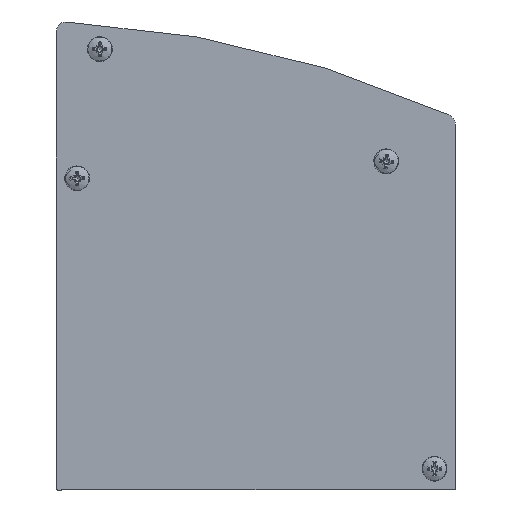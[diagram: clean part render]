
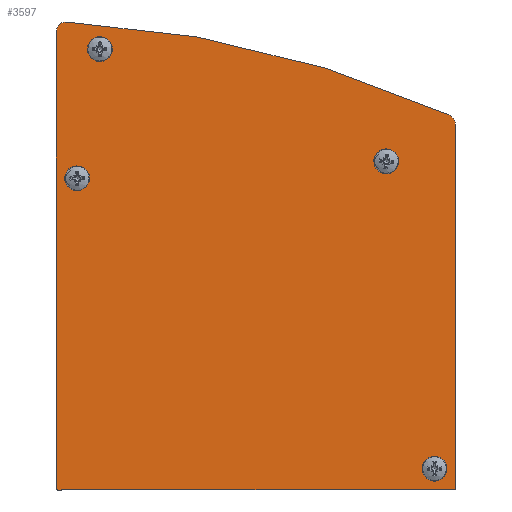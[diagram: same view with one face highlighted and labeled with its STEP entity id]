
A CAD part, left-side view. The second image highlights one B-rep face of the part: STEP entity #3597.
In plain terms, the highlighted face is planar.
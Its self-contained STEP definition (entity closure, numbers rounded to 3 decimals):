
#222=FACE_BOUND('',#562,.T.);
#223=FACE_BOUND('',#563,.T.);
#224=FACE_BOUND('',#564,.T.);
#225=FACE_BOUND('',#565,.T.);
#257=PLANE('',#3969);
#360=FACE_OUTER_BOUND('',#561,.T.);
#561=EDGE_LOOP('',(#2489,#2490,#2491,#2492,#2493,#2494,#2495,#2496));
#562=EDGE_LOOP('',(#2497,#2498,#2499,#2500));
#563=EDGE_LOOP('',(#2501,#2502,#2503,#2504));
#564=EDGE_LOOP('',(#2505));
#565=EDGE_LOOP('',(#2506));
#774=LINE('',#5501,#1042);
#778=LINE('',#5512,#1046);
#782=LINE('',#5525,#1050);
#786=LINE('',#5536,#1054);
#792=LINE('',#5561,#1060);
#796=LINE('',#5573,#1064);
#800=LINE('',#5585,#1068);
#1042=VECTOR('',#4372,10.);
#1046=VECTOR('',#4384,10.);
#1050=VECTOR('',#4396,10.);
#1054=VECTOR('',#4408,10.);
#1060=VECTOR('',#4434,10.);
#1064=VECTOR('',#4446,10.);
#1068=VECTOR('',#4458,10.);
#1308=CIRCLE('',#3930,2.25);
#1310=CIRCLE('',#3934,2.25);
#1312=CIRCLE('',#3938,2.25);
#1314=CIRCLE('',#3942,2.25);
#1317=CIRCLE('',#3947,2.25);
#1319=CIRCLE('',#3950,2.25);
#1320=CIRCLE('',#3952,3.5);
#1322=CIRCLE('',#3956,0.5);
#1324=CIRCLE('',#3960,0.5);
#1326=CIRCLE('',#3964,2.8);
#1328=CIRCLE('',#3967,300.);
#1510=VERTEX_POINT('',#5491);
#1511=VERTEX_POINT('',#5492);
#1514=VERTEX_POINT('',#5500);
#1516=VERTEX_POINT('',#5506);
#1518=VERTEX_POINT('',#5515);
#1519=VERTEX_POINT('',#5516);
#1522=VERTEX_POINT('',#5524);
#1524=VERTEX_POINT('',#5530);
#1527=VERTEX_POINT('',#5541);
#1529=VERTEX_POINT('',#5547);
#1530=VERTEX_POINT('',#5551);
#1531=VERTEX_POINT('',#5552);
#1534=VERTEX_POINT('',#5560);
#1536=VERTEX_POINT('',#5566);
#1538=VERTEX_POINT('',#5572);
#1540=VERTEX_POINT('',#5578);
#1542=VERTEX_POINT('',#5584);
#1544=VERTEX_POINT('',#5590);
#1871=EDGE_CURVE('',#1510,#1511,#1308,.T.);
#1875=EDGE_CURVE('',#1511,#1514,#774,.T.);
#1878=EDGE_CURVE('',#1514,#1516,#1310,.T.);
#1881=EDGE_CURVE('',#1516,#1510,#778,.T.);
#1883=EDGE_CURVE('',#1518,#1519,#1312,.T.);
#1887=EDGE_CURVE('',#1519,#1522,#782,.T.);
#1890=EDGE_CURVE('',#1522,#1524,#1314,.T.);
#1893=EDGE_CURVE('',#1524,#1518,#786,.T.);
#1897=EDGE_CURVE('',#1527,#1527,#1317,.T.);
#1900=EDGE_CURVE('',#1529,#1529,#1319,.T.);
#1901=EDGE_CURVE('',#1530,#1531,#1320,.T.);
#1905=EDGE_CURVE('',#1531,#1534,#792,.T.);
#1908=EDGE_CURVE('',#1534,#1536,#1322,.T.);
#1911=EDGE_CURVE('',#1536,#1538,#796,.T.);
#1914=EDGE_CURVE('',#1538,#1540,#1324,.T.);
#1917=EDGE_CURVE('',#1540,#1542,#800,.T.);
#1920=EDGE_CURVE('',#1542,#1544,#1326,.T.);
#1923=EDGE_CURVE('',#1544,#1530,#1328,.T.);
#2489=ORIENTED_EDGE('',*,*,#1901,.F.);
#2490=ORIENTED_EDGE('',*,*,#1923,.F.);
#2491=ORIENTED_EDGE('',*,*,#1920,.F.);
#2492=ORIENTED_EDGE('',*,*,#1917,.F.);
#2493=ORIENTED_EDGE('',*,*,#1914,.F.);
#2494=ORIENTED_EDGE('',*,*,#1911,.F.);
#2495=ORIENTED_EDGE('',*,*,#1908,.F.);
#2496=ORIENTED_EDGE('',*,*,#1905,.F.);
#2497=ORIENTED_EDGE('',*,*,#1871,.T.);
#2498=ORIENTED_EDGE('',*,*,#1875,.T.);
#2499=ORIENTED_EDGE('',*,*,#1878,.T.);
#2500=ORIENTED_EDGE('',*,*,#1881,.T.);
#2501=ORIENTED_EDGE('',*,*,#1883,.T.);
#2502=ORIENTED_EDGE('',*,*,#1887,.T.);
#2503=ORIENTED_EDGE('',*,*,#1890,.T.);
#2504=ORIENTED_EDGE('',*,*,#1893,.T.);
#2505=ORIENTED_EDGE('',*,*,#1897,.T.);
#2506=ORIENTED_EDGE('',*,*,#1900,.T.);
#3597=ADVANCED_FACE('',(#360,#222,#223,#224,#225),#257,.T.);
#3930=AXIS2_PLACEMENT_3D('',#5493,#4364,#4365);
#3934=AXIS2_PLACEMENT_3D('',#5507,#4377,#4378);
#3938=AXIS2_PLACEMENT_3D('',#5517,#4388,#4389);
#3942=AXIS2_PLACEMENT_3D('',#5531,#4401,#4402);
#3947=AXIS2_PLACEMENT_3D('',#5543,#4415,#4416);
#3950=AXIS2_PLACEMENT_3D('',#5549,#4422,#4423);
#3952=AXIS2_PLACEMENT_3D('',#5553,#4426,#4427);
#3956=AXIS2_PLACEMENT_3D('',#5567,#4439,#4440);
#3960=AXIS2_PLACEMENT_3D('',#5579,#4451,#4452);
#3964=AXIS2_PLACEMENT_3D('',#5591,#4463,#4464);
#3967=AXIS2_PLACEMENT_3D('',#5596,#4470,#4471);
#3969=AXIS2_PLACEMENT_3D('',#5598,#4474,#4475);
#4364=DIRECTION('center_axis',(0.,-1.,0.));
#4365=DIRECTION('ref_axis',(0.,0.,-1.));
#4372=DIRECTION('',(1.,0.,0.));
#4377=DIRECTION('center_axis',(0.,-1.,0.));
#4378=DIRECTION('ref_axis',(0.,0.,1.));
#4384=DIRECTION('',(-1.,0.,0.));
#4388=DIRECTION('center_axis',(0.,-1.,0.));
#4389=DIRECTION('ref_axis',(0.,0.,-1.));
#4396=DIRECTION('',(1.,0.,0.));
#4401=DIRECTION('center_axis',(0.,-1.,0.));
#4402=DIRECTION('ref_axis',(0.,0.,1.));
#4408=DIRECTION('',(-1.,0.,0.));
#4415=DIRECTION('center_axis',(0.,-1.,0.));
#4416=DIRECTION('ref_axis',(1.,0.,0.));
#4422=DIRECTION('center_axis',(0.,-1.,0.));
#4423=DIRECTION('ref_axis',(1.,0.,0.));
#4426=DIRECTION('center_axis',(0.,-1.,0.));
#4427=DIRECTION('ref_axis',(1.,0.,0.));
#4434=DIRECTION('',(0.,0.,-1.));
#4439=DIRECTION('center_axis',(0.,-1.,0.));
#4440=DIRECTION('ref_axis',(0.,0.,1.));
#4446=DIRECTION('',(1.,0.,0.));
#4451=DIRECTION('center_axis',(0.,-1.,0.));
#4452=DIRECTION('ref_axis',(-1.,0.,0.));
#4458=DIRECTION('',(0.,0.,1.));
#4463=DIRECTION('center_axis',(0.,-1.,0.));
#4464=DIRECTION('ref_axis',(0.052,0.,-0.999));
#4470=DIRECTION('center_axis',(0.,-1.,0.));
#4471=DIRECTION('ref_axis',(0.411,0.,-0.911));
#4474=DIRECTION('center_axis',(0.,1.,0.));
#4475=DIRECTION('ref_axis',(0.,0.,1.));
#5491=CARTESIAN_POINT('',(-2.2,1.5,20.05));
#5492=CARTESIAN_POINT('',(-2.2,1.5,15.55));
#5493=CARTESIAN_POINT('Origin',(-2.2,1.5,17.8));
#5500=CARTESIAN_POINT('',(-1.2,1.5,15.55));
#5501=CARTESIAN_POINT('',(17.676,1.5,15.55));
#5506=CARTESIAN_POINT('',(-1.2,1.5,20.05));
#5507=CARTESIAN_POINT('Origin',(-1.2,1.5,17.8));
#5512=CARTESIAN_POINT('',(18.176,1.5,20.05));
#5515=CARTESIAN_POINT('',(85.,1.5,15.25));
#5516=CARTESIAN_POINT('',(85.,1.5,10.75));
#5517=CARTESIAN_POINT('Origin',(85.,1.5,13.));
#5524=CARTESIAN_POINT('',(86.,1.5,10.75));
#5525=CARTESIAN_POINT('',(61.276,1.5,10.75));
#5530=CARTESIAN_POINT('',(86.,1.5,15.25));
#5531=CARTESIAN_POINT('Origin',(86.,1.5,13.));
#5536=CARTESIAN_POINT('',(61.776,1.5,15.25));
#5541=CARTESIAN_POINT('',(76.35,1.5,49.45));
#5543=CARTESIAN_POINT('Origin',(78.6,1.5,49.45));
#5547=CARTESIAN_POINT('',(-18.05,1.5,-68.9));
#5549=CARTESIAN_POINT('Origin',(-15.8,1.5,-68.9));
#5551=CARTESIAN_POINT('',(-19.74,1.5,30.939));
#5552=CARTESIAN_POINT('',(-21.8,1.5,27.749));
#5553=CARTESIAN_POINT('Origin',(-18.3,1.5,27.749));
#5560=CARTESIAN_POINT('',(-21.8,1.5,-74.4));
#5561=CARTESIAN_POINT('',(-21.8,1.5,27.749));
#5566=CARTESIAN_POINT('',(-21.3,1.5,-74.9));
#5567=CARTESIAN_POINT('Origin',(-21.3,1.5,-74.4));
#5572=CARTESIAN_POINT('',(90.4,1.5,-74.9));
#5573=CARTESIAN_POINT('',(-21.3,1.5,-74.9));
#5578=CARTESIAN_POINT('',(90.9,1.5,-74.4));
#5579=CARTESIAN_POINT('Origin',(90.4,1.5,-74.4));
#5584=CARTESIAN_POINT('',(90.9,1.5,54.3));
#5585=CARTESIAN_POINT('',(90.9,1.5,-74.4));
#5590=CARTESIAN_POINT('',(87.953,1.5,57.096));
#5591=CARTESIAN_POINT('Origin',(88.1,1.5,54.3));
#5596=CARTESIAN_POINT('Origin',(103.695,1.5,-242.491));
#5598=CARTESIAN_POINT('Origin',(37.552,1.5,-14.101));
